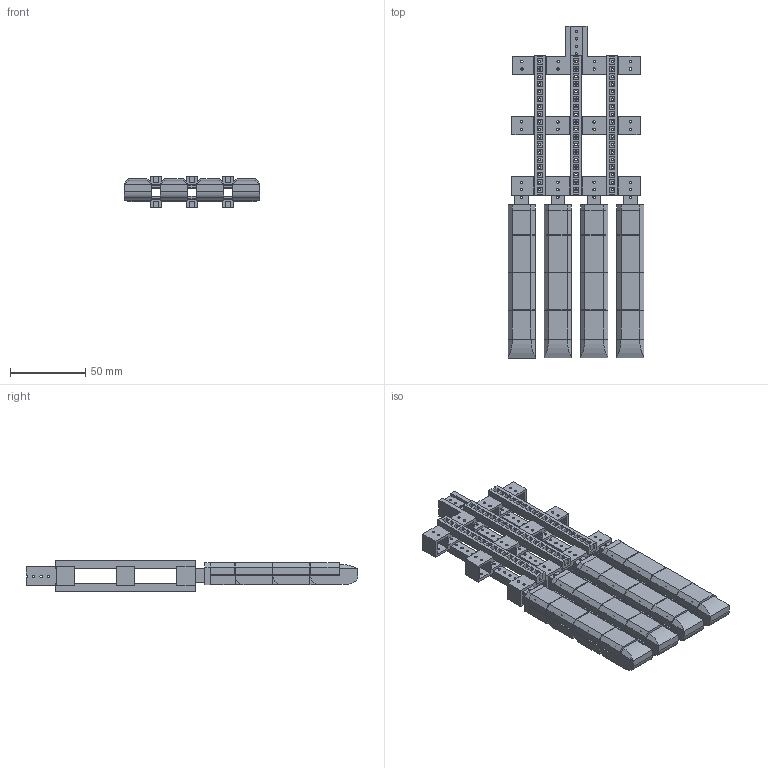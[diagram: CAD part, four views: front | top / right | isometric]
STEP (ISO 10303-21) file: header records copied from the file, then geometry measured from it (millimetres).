
FILE_DESCRIPTION(/* description */ (''),/* implementation_level */ '2;1');
FILE_NAME(/* name */ 'Mk.1 v1.step',/* time_stamp */ '2023-10-04T12:38:04+08:00',/* author */ (''),/* organization */ (''),/* preprocessor_version */ 'ST-DEVELOPER v20',/* originating_system */ 'Autodesk Translation Framework v12.9.0.99',/* authorisation */ '');
FILE_SCHEMA (('AUTOMOTIVE_DESIGN { 1 0 10303 214 3 1 1 }'));
Products named in the file (7): Mk.1; palm; mFinger v4; mFinger v4 (1); mFinger v4 (2); mFinger v4 (3); connnector1 v1
Assembly tree (9 placements, depth 3):
  Mk.1
    palm
    mFinger v4
      connnector1 v1
    mFinger v4 (1)
      connnector1 v1
    mFinger v4 (2)
      connnector1 v1
    mFinger v4 (3)
      connnector1 v1
Bounding box: 90 x 219.95 x 21 mm (x, y, z)
Volume: 91137.6 mm3; surface area: 118514.7 mm2
Topology: 41 solids, 45 shells, 2757 faces, 7326 edges, 4884 vertices
Faces by surface type: plane 2168, cylinder 545, torus 32, bspline 8, cone 4
Full cylindrical faces by diameter (mm): 1.5 x16, 1.6 x286, 3.6 x32, 4.75 x24, 10 x12
Entity records: 78973 total; most frequent: CARTESIAN_POINT 13874, ORIENTED_EDGE 13326, DIRECTION 12838, EDGE_CURVE 6663, LINE 5502, VECTOR 5502, VERTEX_POINT 4443, AXIS2_PLACEMENT_3D 3668
